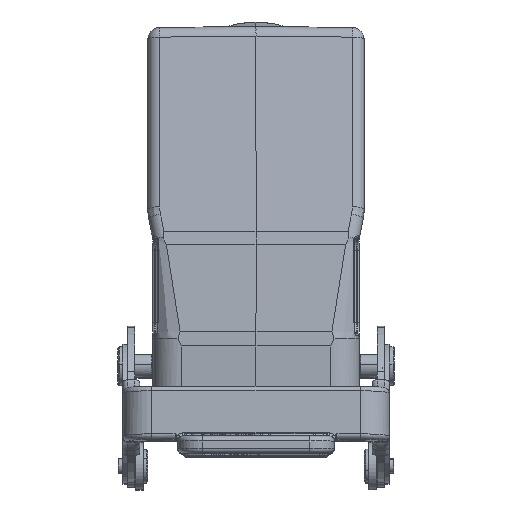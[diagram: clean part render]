
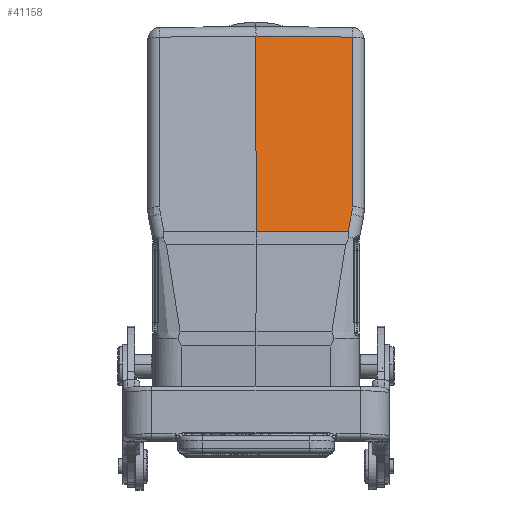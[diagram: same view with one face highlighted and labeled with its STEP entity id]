
A CAD part, top view. The second image highlights one B-rep face of the part: STEP entity #41158.
In plain terms, the highlighted planar face has unit normal (0.009, 0.19, 0.982).
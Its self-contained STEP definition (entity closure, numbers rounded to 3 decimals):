
#4816=DIRECTION('',(1.,-0.009,-0.007));
#4817=VECTOR('',#4816,20.023);
#4818=CARTESIAN_POINT('',(0.,19.39,
49.891));
#4819=LINE('',#4818,#4817);
#4820=CARTESIAN_POINT('',(20.022,-16.12,56.573));
#4821=CARTESIAN_POINT('',(20.022,-16.614,56.669));
#4822=CARTESIAN_POINT('',(19.973,-17.107,56.764));
#4823=CARTESIAN_POINT('',(19.876,-17.591,56.859));
#4825=DIRECTION('',(-0.193,-0.963,0.188));
#4826=VECTOR('',#4825,3.79);
#4827=CARTESIAN_POINT('',(19.876,-17.591,56.859));
#4828=LINE('',#4827,#4826);
#4829=DIRECTION('',(-1.,0.,0.009));
#4830=VECTOR('',#4829,19.147);
#4831=CARTESIAN_POINT('',(19.146,-21.241,57.57));
#4832=LINE('',#4831,#4830);
#4850=DIRECTION('',(0.,-0.982,0.19));
#4851=VECTOR('',#4850,41.382);
#4852=CARTESIAN_POINT('',(0.,19.39,
49.891));
#4853=LINE('',#4852,#4851);
#5463=DIRECTION('',(0.,0.982,-0.19));
#5464=VECTOR('',#5463,35.988);
#5465=CARTESIAN_POINT('',(20.022,-16.12,56.573));
#5466=LINE('',#5465,#5464);
#25906=CARTESIAN_POINT('',(19.876,-17.591,
56.859));
#25907=CARTESIAN_POINT('',(19.146,-21.241,
57.57));
#25908=VERTEX_POINT('',#25906);
#25909=VERTEX_POINT('',#25907);
#25911=CARTESIAN_POINT('',(0.,19.39,
49.891));
#25912=CARTESIAN_POINT('',(0.,-21.241,
57.74));
#25913=VERTEX_POINT('',#25911);
#25914=VERTEX_POINT('',#25912);
#25915=CARTESIAN_POINT('',(20.022,19.215,49.747));
#25916=VERTEX_POINT('',#25915);
#25917=CARTESIAN_POINT('',(20.022,-16.12,
56.573));
#25918=VERTEX_POINT('',#25917);
#41140=CARTESIAN_POINT('',(0.,-22.585,58.));
#41141=DIRECTION('',(0.009,0.19,0.982));
#41142=DIRECTION('',(0.,-0.982,0.19));
#41143=AXIS2_PLACEMENT_3D('',#41140,#41141,#41142);
#41144=PLANE('',#41143);
#41146=ORIENTED_EDGE('',*,*,#41145,.F.);
#41148=ORIENTED_EDGE('',*,*,#41147,.T.);
#41150=ORIENTED_EDGE('',*,*,#41149,.F.);
#41152=ORIENTED_EDGE('',*,*,#41151,.T.);
#41153=ORIENTED_EDGE('',*,*,#41125,.T.);
#41155=ORIENTED_EDGE('',*,*,#41154,.T.);
#41156=EDGE_LOOP('',(#41146,#41148,#41150,#41152,#41153,#41155));
#41157=FACE_OUTER_BOUND('',#41156,.F.);
#4824=B_SPLINE_CURVE_WITH_KNOTS('',3,(#4820,#4821,#4822,#4823),.UNSPECIFIED.,
.F.,.F.,(4,4),(0.,1.),.UNSPECIFIED.);
#41125=EDGE_CURVE('',#25908,#25909,#4828,.T.);
#41145=EDGE_CURVE('',#25913,#25914,#4853,.T.);
#41147=EDGE_CURVE('',#25913,#25916,#4819,.T.);
#41149=EDGE_CURVE('',#25918,#25916,#5466,.T.);
#41151=EDGE_CURVE('',#25918,#25908,#4824,.T.);
#41154=EDGE_CURVE('',#25909,#25914,#4832,.T.);
#41158=ADVANCED_FACE('',(#41157),#41144,.T.);
